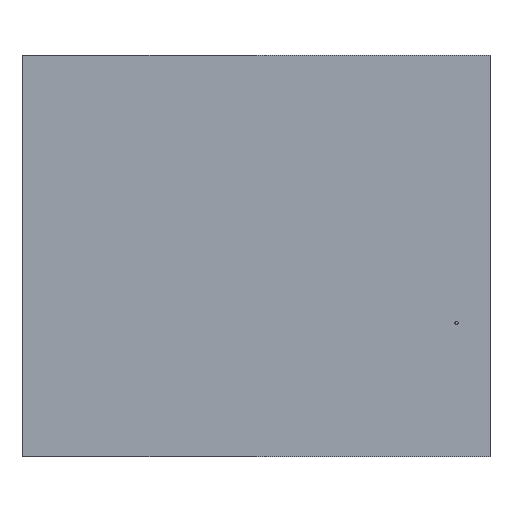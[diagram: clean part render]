
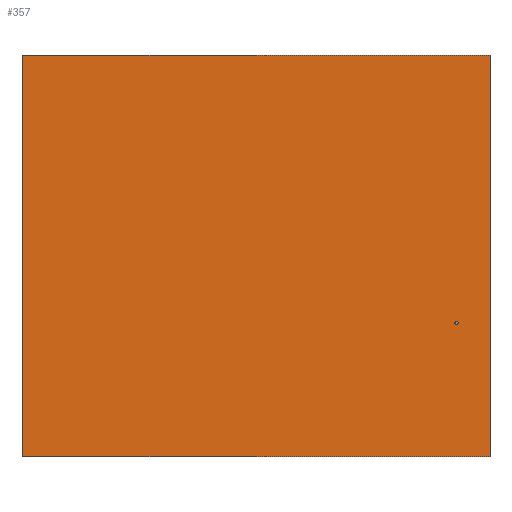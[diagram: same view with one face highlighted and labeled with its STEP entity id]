
A CAD part, front view. The second image highlights one B-rep face of the part: STEP entity #357.
In plain terms, the highlighted planar face has unit normal (0, -1, 0).
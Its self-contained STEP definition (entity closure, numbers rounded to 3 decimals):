
#23=FACE_BOUND('',#128,.T.);
#45=LINE('',#667,#69);
#46=LINE('',#669,#70);
#47=LINE('',#671,#71);
#48=LINE('',#672,#72);
#69=VECTOR('',#559,10.);
#70=VECTOR('',#560,10.);
#71=VECTOR('',#561,10.);
#72=VECTOR('',#562,10.);
#107=FACE_OUTER_BOUND('',#127,.T.);
#127=EDGE_LOOP('',(#309,#310,#311,#312));
#128=EDGE_LOOP('',(#313));
#158=CIRCLE('',#453,2.5);
#182=VERTEX_POINT('',#661);
#183=VERTEX_POINT('',#665);
#184=VERTEX_POINT('',#666);
#185=VERTEX_POINT('',#668);
#186=VERTEX_POINT('',#670);
#226=EDGE_CURVE('',#182,#182,#158,.T.);
#227=EDGE_CURVE('',#183,#184,#45,.T.);
#228=EDGE_CURVE('',#184,#185,#46,.T.);
#229=EDGE_CURVE('',#185,#186,#47,.T.);
#230=EDGE_CURVE('',#186,#183,#48,.T.);
#309=ORIENTED_EDGE('',*,*,#227,.T.);
#310=ORIENTED_EDGE('',*,*,#228,.T.);
#311=ORIENTED_EDGE('',*,*,#229,.T.);
#312=ORIENTED_EDGE('',*,*,#230,.T.);
#313=ORIENTED_EDGE('',*,*,#226,.T.);
#337=PLANE('',#454);
#357=ADVANCED_FACE('',(#107,#23),#337,.T.);
#453=AXIS2_PLACEMENT_3D('',#663,#555,#556);
#454=AXIS2_PLACEMENT_3D('',#664,#557,#558);
#555=DIRECTION('center_axis',(0.,1.,0.));
#556=DIRECTION('ref_axis',(-1.,0.,0.));
#557=DIRECTION('center_axis',(0.,-1.,0.));
#558=DIRECTION('ref_axis',(0.,0.,-1.));
#559=DIRECTION('',(-1.,0.,0.));
#560=DIRECTION('',(0.,0.,-1.));
#561=DIRECTION('',(1.,0.,0.));
#562=DIRECTION('',(0.,0.,1.));
#661=CARTESIAN_POINT('',(302.5,-2.5,-100.));
#663=CARTESIAN_POINT('Origin',(300.,-2.5,-100.));
#664=CARTESIAN_POINT('Origin',(0.,-2.5,0.));
#665=CARTESIAN_POINT('',(350.,-2.5,300.));
#666=CARTESIAN_POINT('',(-350.,-2.5,300.));
#667=CARTESIAN_POINT('',(350.,-2.5,300.));
#668=CARTESIAN_POINT('',(-350.,-2.5,-300.));
#669=CARTESIAN_POINT('',(-350.,-2.5,300.));
#670=CARTESIAN_POINT('',(350.,-2.5,-300.));
#671=CARTESIAN_POINT('',(-350.,-2.5,-300.));
#672=CARTESIAN_POINT('',(350.,-2.5,-300.));
